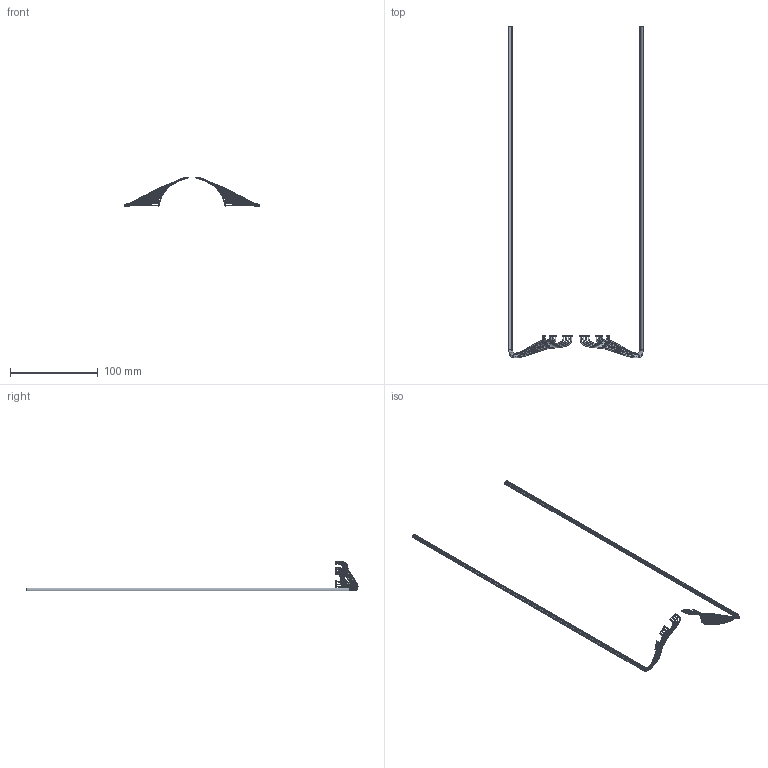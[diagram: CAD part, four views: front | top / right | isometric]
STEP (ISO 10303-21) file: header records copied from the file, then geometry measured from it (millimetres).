
FILE_DESCRIPTION(/* description */ (''),/* implementation_level */ '2;1');
FILE_NAME(/* name */ 'ePic-L0_FPCcableright&left-eSide.v4-COPPER.stp',/* time_stamp */ '2025-05-13T14:17:31+02:00',/* author */ (''),/* organization */ (''),/* preprocessor_version */ 'ST-DEVELOPER v19.4',/* originating_system */ 'SIEMENS PLM Software NX2306.5001',/* authorisation */ '');
FILE_SCHEMA (('AP203_CONFIGURATION_CONTROLLED_3D_DESIGN_OF_MECHANICAL_PARTS_AND_ASSEMBLIES_MIM_LF { 1 0 10303 403 2 1 2}'));
Length unit declared in the file: millimetre
Products named in the file (1): ePic-L0_FPCcableright&left-eSide.v4_objects
Bounding box: 152.9 x 378.44 x 33.81 mm (x, y, z)
Volume: 6655.6 mm3; surface area: 29828.6 mm2
Topology: 72 solids, 72 shells, 336 faces, 576 edges, 384 vertices
Faces by surface type: plane 216, cylinder 96, bspline 24
Full cylindrical faces by diameter (mm): 0.9 x24
Entity records: 18446 total; most frequent: CARTESIAN_POINT 11929, DIRECTION 1298, ORIENTED_EDGE 1008, AXIS2_PLACEMENT_3D 553, EDGE_CURVE 504, EDGE_LOOP 384, VERTEX_POINT 360, ADVANCED_FACE 336
